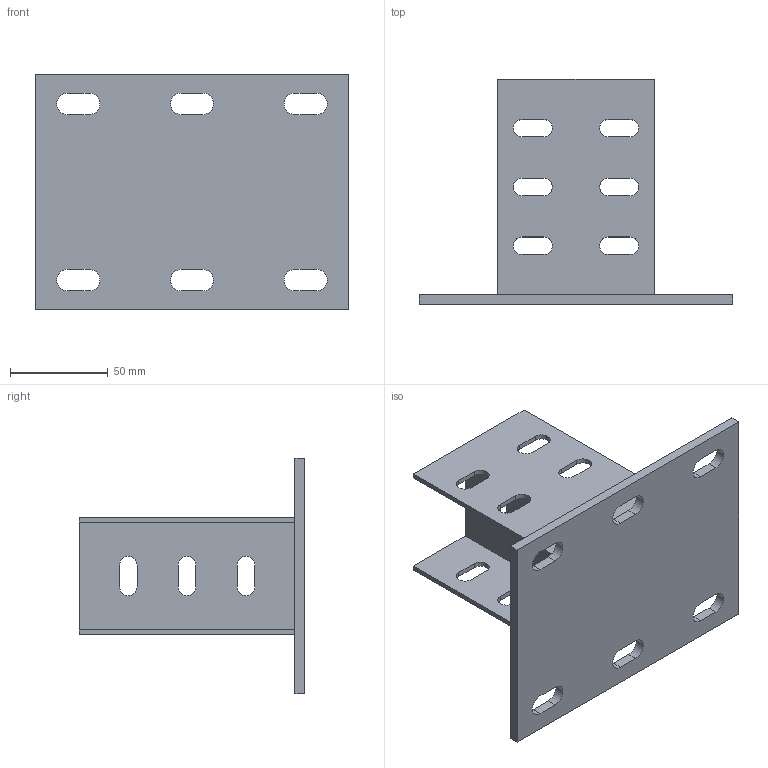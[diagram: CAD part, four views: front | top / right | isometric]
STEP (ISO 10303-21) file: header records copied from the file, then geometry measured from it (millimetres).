
FILE_DESCRIPTION (( 'STEP AP203' ), '1' );
FILE_NAME ('CLW10-KPD-110-HDZ Êðîíøòåéí ïîòîëî÷íûé äâîéíîé 110 HDZ IEK.STEP', '2016-05-11T09:26:18', ( '' ), ( '' ), 'SwSTEP 2.0', 'SolidWorks 2014', '' );
FILE_SCHEMA (( 'CONFIG_CONTROL_DESIGN' ));
Length unit declared in the file: millimetre
Products named in the file (1): CLW10-KPD-110-HDZ Êðîíøòåéí ïîòîëî÷íûé äâîéíîé 110 HDZ IEK
Bounding box: 160 x 115 x 120 mm (x, y, z)
Volume: 156451.2 mm3; surface area: 84988.2 mm2
Topology: 1 solids, 1 shells, 103 faces, 300 edges, 200 vertices
Faces by surface type: plane 61, cylinder 42
Entity records: 3579 total; most frequent: CARTESIAN_POINT 604, ORIENTED_EDGE 600, DIRECTION 592, EDGE_CURVE 300, LINE 216, VECTOR 216, VERTEX_POINT 200, AXIS2_PLACEMENT_3D 188
